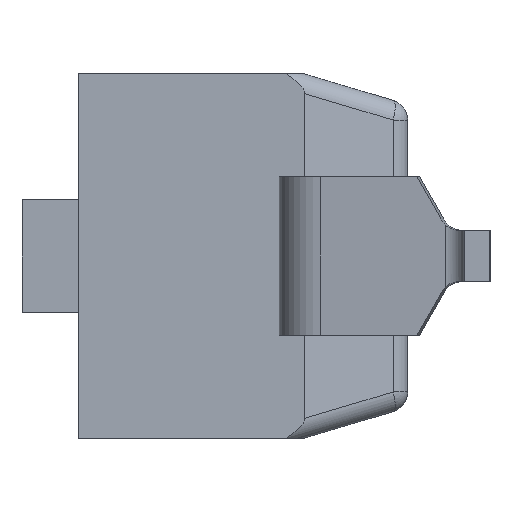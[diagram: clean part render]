
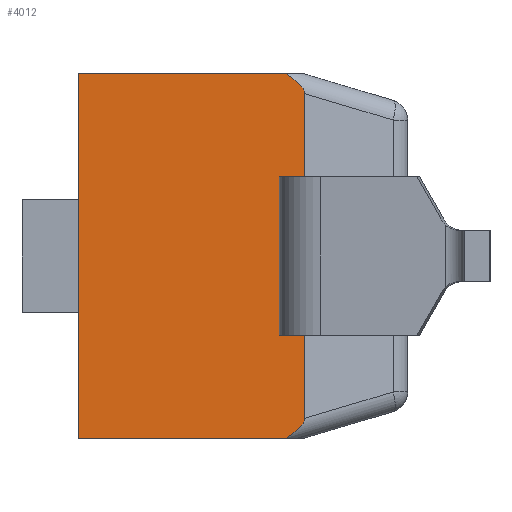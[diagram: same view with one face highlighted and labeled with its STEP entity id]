
A CAD part, left-side view. The second image highlights one B-rep face of the part: STEP entity #4012.
In plain terms, the highlighted planar face has unit normal (-1, 0, 0).
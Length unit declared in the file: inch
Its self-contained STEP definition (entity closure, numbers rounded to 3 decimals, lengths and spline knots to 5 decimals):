
#55 = LINE ( 'NONE', #3832, #3668 ) ;
#88 = LINE ( 'NONE', #3448, #297 ) ;
#254 = ORIENTED_EDGE ( 'NONE', *, *, #317, .F. ) ;
#256 = CARTESIAN_POINT ( 'NONE',  ( 0.23138, 0.03516, 0.00456 ) ) ;
#264 = DIRECTION ( 'NONE',  ( 0., 0., -1. ) ) ;
#275 = DIRECTION ( 'NONE',  ( -1., 0., 0. ) ) ;
#283 = CARTESIAN_POINT ( 'NONE',  ( 0.23138, 0.03516, -0.08789 ) ) ;
#297 = VECTOR ( 'NONE', #3799, 39.37008 ) ;
#311 = EDGE_CURVE ( 'NONE', #1019, #3568, #2331, .T. ) ;
#317 = EDGE_CURVE ( 'NONE', #3568, #2524, #438, .T. ) ;
#335 = EDGE_CURVE ( 'NONE', #1932, #665, #2354, .T. ) ;
#354 = CARTESIAN_POINT ( 'NONE',  ( 0.23138, 0.12178, 0.01211 ) ) ;
#367 = EDGE_LOOP ( 'NONE', ( #387, #1362, #254, #707, #3963, #4051, #2288, #1197, #4233, #2370 ) ) ;
#387 = ORIENTED_EDGE ( 'NONE', *, *, #1055, .T. ) ;
#398 = LINE ( 'NONE', #436, #3254 ) ;
#436 = CARTESIAN_POINT ( 'NONE',  ( 0.23138, 0.03516, 0.00456 ) ) ;
#438 =( BOUNDED_CURVE ( )  B_SPLINE_CURVE ( 3, ( #2631, #3975, #2313, #2673 ),
 .UNSPECIFIED., .F., .F. ) 
 B_SPLINE_CURVE_WITH_KNOTS ( ( 4, 4 ),
 ( 0.08266, 0.82673 ),
 .UNSPECIFIED. ) 
 CURVE ( )  GEOMETRIC_REPRESENTATION_ITEM ( )  RATIONAL_B_SPLINE_CURVE ( ( 1., 0.954, 0.954, 1. ) ) 
 REPRESENTATION_ITEM ( '' )  );
#608 = CARTESIAN_POINT ( 'NONE',  ( 0.23138, 0.04501, -0.02726 ) ) ;
#610 = CARTESIAN_POINT ( 'NONE',  ( 0.23138, 0.04241, 0.01211 ) ) ;
#661 = VERTEX_POINT ( 'NONE', #2726 ) ;
#665 = VERTEX_POINT ( 'NONE', #354 ) ;
#707 = ORIENTED_EDGE ( 'NONE', *, *, #311, .F. ) ;
#844 = EDGE_CURVE ( 'NONE', #1019, #661, #88, .T. ) ;
#929 = PLANE ( 'NONE',  #1461 ) ;
#1008 = EDGE_CURVE ( 'NONE', #2038, #1932, #2755, .T. ) ;
#1019 = VERTEX_POINT ( 'NONE', #3966 ) ;
#1055 = EDGE_CURVE ( 'NONE', #665, #2587, #3333, .T. ) ;
#1108 = EDGE_CURVE ( 'NONE', #2038, #4319, #398, .T. ) ;
#1197 = ORIENTED_EDGE ( 'NONE', *, *, #1108, .F. ) ;
#1299 = EDGE_CURVE ( 'NONE', #2524, #2587, #2873, .T. ) ;
#1362 = ORIENTED_EDGE ( 'NONE', *, *, #1299, .F. ) ;
#1402 = DIRECTION ( 'NONE',  ( 0., 0., -1. ) ) ;
#1461 = AXIS2_PLACEMENT_3D ( 'NONE', #3223, #275, #3293 ) ;
#1533 = EDGE_CURVE ( 'NONE', #661, #2351, #55, .T. ) ;
#1535 = FACE_OUTER_BOUND ( 'NONE', #367, .T. ) ;
#1640 = VECTOR ( 'NONE', #1402, 39.37008 ) ;
#1641 = VECTOR ( 'NONE', #4280, 39.37008 ) ;
#1701 = CARTESIAN_POINT ( 'NONE',  ( 0.23138, 0.03516, -0.02726 ) ) ;
#1909 = DIRECTION ( 'NONE',  ( 0., 1., 0. ) ) ;
#1932 = VERTEX_POINT ( 'NONE', #610 ) ;
#1963 = CARTESIAN_POINT ( 'NONE',  ( 0.23138, 0.03516, 0.00664 ) ) ;
#1976 = CARTESIAN_POINT ( 'NONE',  ( 0.23138, 0.12178, 0.01211 ) ) ;
#1996 = CARTESIAN_POINT ( 'NONE',  ( 0.23138, 0.04501, -0.02726 ) ) ;
#2038 = VERTEX_POINT ( 'NONE', #2681 ) ;
#2247 = CARTESIAN_POINT ( 'NONE',  ( 0.23138, 0.10209, -0.12726 ) ) ;
#2288 = ORIENTED_EDGE ( 'NONE', *, *, #2823, .T. ) ;
#2313 = CARTESIAN_POINT ( 'NONE',  ( 0.23138, 0.03769, -0.12444 ) ) ;
#2331 = LINE ( 'NONE', #283, #3755 ) ;
#2351 = VERTEX_POINT ( 'NONE', #1996 ) ;
#2354 = LINE ( 'NONE', #3679, #1641 ) ;
#2370 = ORIENTED_EDGE ( 'NONE', *, *, #335, .T. ) ;
#2524 = VERTEX_POINT ( 'NONE', #2588 ) ;
#2587 = VERTEX_POINT ( 'NONE', #4212 ) ;
#2588 = CARTESIAN_POINT ( 'NONE',  ( 0.23138, 0.04241, -0.12726 ) ) ;
#2631 = CARTESIAN_POINT ( 'NONE',  ( 0.23138, 0.03516, -0.11972 ) ) ;
#2673 = CARTESIAN_POINT ( 'NONE',  ( 0.23138, 0.04241, -0.12726 ) ) ;
#2681 = CARTESIAN_POINT ( 'NONE',  ( 0.23138, 0.03516, 0.00456 ) ) ;
#2726 = CARTESIAN_POINT ( 'NONE',  ( 0.23138, 0.04501, -0.08789 ) ) ;
#2755 =( BOUNDED_CURVE ( )  B_SPLINE_CURVE ( 3, ( #256, #1963, #4332, #2987 ),
 .UNSPECIFIED., .F., .F. ) 
 B_SPLINE_CURVE_WITH_KNOTS ( ( 4, 4 ),
 ( 0.08266, 0.82673 ),
 .UNSPECIFIED. ) 
 CURVE ( )  GEOMETRIC_REPRESENTATION_ITEM ( )  RATIONAL_B_SPLINE_CURVE ( ( 1., 0.954, 0.954, 1. ) ) 
 REPRESENTATION_ITEM ( '' )  );
#2823 = EDGE_CURVE ( 'NONE', #2351, #4319, #3001, .T. ) ;
#2873 = LINE ( 'NONE', #2247, #3227 ) ;
#2987 = CARTESIAN_POINT ( 'NONE',  ( 0.23138, 0.04241, 0.01211 ) ) ;
#3001 = LINE ( 'NONE', #608, #3020 ) ;
#3020 = VECTOR ( 'NONE', #3958, 39.37008 ) ;
#3080 = DIRECTION ( 'NONE',  ( 0., 0., -1. ) ) ;
#3223 = CARTESIAN_POINT ( 'NONE',  ( 0.23138, 0.12178, -0.82726 ) ) ;
#3227 = VECTOR ( 'NONE', #1909, 39.37008 ) ;
#3254 = VECTOR ( 'NONE', #3080, 39.37008 ) ;
#3293 = DIRECTION ( 'NONE',  ( 0., 0., 1. ) ) ;
#3333 = LINE ( 'NONE', #1976, #1640 ) ;
#3448 = CARTESIAN_POINT ( 'NONE',  ( 0.23138, 0.03516, -0.08789 ) ) ;
#3568 = VERTEX_POINT ( 'NONE', #4155 ) ;
#3668 = VECTOR ( 'NONE', #4116, 39.37008 ) ;
#3679 = CARTESIAN_POINT ( 'NONE',  ( 0.23138, 0.10209, 0.01211 ) ) ;
#3755 = VECTOR ( 'NONE', #264, 39.37008 ) ;
#3799 = DIRECTION ( 'NONE',  ( 0., 1., 0. ) ) ;
#3832 = CARTESIAN_POINT ( 'NONE',  ( 0.23138, 0.04501, -0.08789 ) ) ;
#3958 = DIRECTION ( 'NONE',  ( 0., -1., 0. ) ) ;
#3963 = ORIENTED_EDGE ( 'NONE', *, *, #844, .T. ) ;
#3966 = CARTESIAN_POINT ( 'NONE',  ( 0.23138, 0.03516, -0.08789 ) ) ;
#3975 = CARTESIAN_POINT ( 'NONE',  ( 0.23138, 0.03516, -0.1218 ) ) ;
#4012 = ADVANCED_FACE ( 'NONE', ( #1535 ), #929, .T. ) ;
#4051 = ORIENTED_EDGE ( 'NONE', *, *, #1533, .T. ) ;
#4116 = DIRECTION ( 'NONE',  ( 0., 0., 1. ) ) ;
#4155 = CARTESIAN_POINT ( 'NONE',  ( 0.23138, 0.03516, -0.11972 ) ) ;
#4212 = CARTESIAN_POINT ( 'NONE',  ( 0.23138, 0.12178, -0.12726 ) ) ;
#4233 = ORIENTED_EDGE ( 'NONE', *, *, #1008, .T. ) ;
#4280 = DIRECTION ( 'NONE',  ( 0., 1., 0. ) ) ;
#4319 = VERTEX_POINT ( 'NONE', #1701 ) ;
#4332 = CARTESIAN_POINT ( 'NONE',  ( 0.23138, 0.03769, 0.00928 ) ) ;
